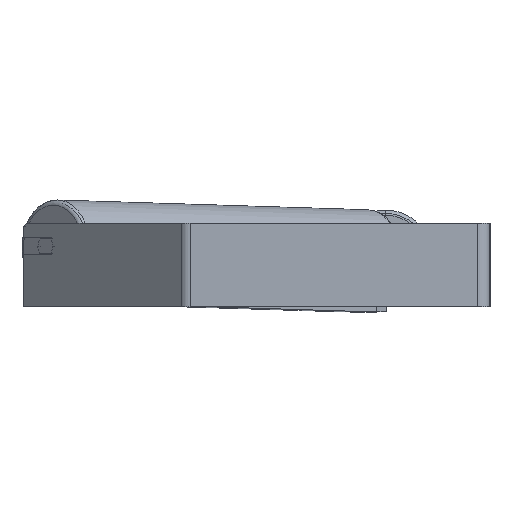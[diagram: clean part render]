
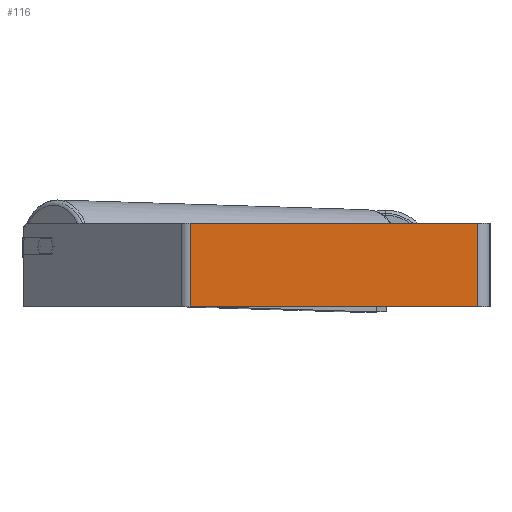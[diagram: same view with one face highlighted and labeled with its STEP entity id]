
A CAD part, left-side view. The second image highlights one B-rep face of the part: STEP entity #116.
In plain terms, the highlighted planar face has unit normal (-1, 0, 0).
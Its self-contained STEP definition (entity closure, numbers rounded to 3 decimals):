
#116 = ADVANCED_FACE ( 'NONE', ( #296 ), #8986, .F. ) ;
#296 = FACE_OUTER_BOUND ( 'NONE', #2507, .T. ) ;
#484 = DIRECTION ( 'NONE',  ( 0., -1., 0. ) ) ;
#561 = CARTESIAN_POINT ( 'NONE',  ( -700., 12., 40. ) ) ;
#619 = ORIENTED_EDGE ( 'NONE', *, *, #5670, .F. ) ;
#973 = ORIENTED_EDGE ( 'NONE', *, *, #6768, .T. ) ;
#977 = LINE ( 'NONE', #1073, #7557 ) ;
#1073 = CARTESIAN_POINT ( 'NONE',  ( -700., 12., 40. ) ) ;
#1477 = VECTOR ( 'NONE', #3786, 1000. ) ;
#1740 = DIRECTION ( 'NONE',  ( 0., 0., -1. ) ) ;
#2394 = CARTESIAN_POINT ( 'NONE',  ( -700., 12., -40. ) ) ;
#2496 = CARTESIAN_POINT ( 'NONE',  ( -700., 291.881, 40. ) ) ;
#2507 = EDGE_LOOP ( 'NONE', ( #973, #6388, #619, #4603 ) ) ;
#2765 = CARTESIAN_POINT ( 'NONE',  ( -700., 291.881, 40. ) ) ;
#3125 = LINE ( 'NONE', #3742, #1477 ) ;
#3742 = CARTESIAN_POINT ( 'NONE',  ( -700., 286.911, 40. ) ) ;
#3786 = DIRECTION ( 'NONE',  ( 0., 0., -1. ) ) ;
#3910 = CARTESIAN_POINT ( 'NONE',  ( -700., 291.881, -40. ) ) ;
#3940 = VERTEX_POINT ( 'NONE', #5489 ) ;
#3964 = DIRECTION ( 'NONE',  ( 0., 0., -1. ) ) ;
#4603 = ORIENTED_EDGE ( 'NONE', *, *, #7920, .T. ) ;
#4762 = LINE ( 'NONE', #3910, #4790 ) ;
#4790 = VECTOR ( 'NONE', #7666, 1000. ) ;
#5387 = DIRECTION ( 'NONE',  ( 1., 0., 0. ) ) ;
#5389 = CARTESIAN_POINT ( 'NONE',  ( -700., 286.911, 40. ) ) ;
#5489 = CARTESIAN_POINT ( 'NONE',  ( -700., 286.911, -40. ) ) ;
#5670 = EDGE_CURVE ( 'NONE', #7876, #7686, #7757, .T. ) ;
#5955 = AXIS2_PLACEMENT_3D ( 'NONE', #2496, #5387, #3964 ) ;
#6134 = VECTOR ( 'NONE', #484, 1000. ) ;
#6388 = ORIENTED_EDGE ( 'NONE', *, *, #8599, .F. ) ;
#6768 = EDGE_CURVE ( 'NONE', #3940, #8958, #4762, .T. ) ;
#7557 = VECTOR ( 'NONE', #1740, 1000. ) ;
#7666 = DIRECTION ( 'NONE',  ( 0., -1., 0. ) ) ;
#7686 = VERTEX_POINT ( 'NONE', #561 ) ;
#7757 = LINE ( 'NONE', #2765, #6134 ) ;
#7876 = VERTEX_POINT ( 'NONE', #5389 ) ;
#7920 = EDGE_CURVE ( 'NONE', #7876, #3940, #3125, .T. ) ;
#8599 = EDGE_CURVE ( 'NONE', #7686, #8958, #977, .T. ) ;
#8958 = VERTEX_POINT ( 'NONE', #2394 ) ;
#8986 = PLANE ( 'NONE',  #5955 ) ;
